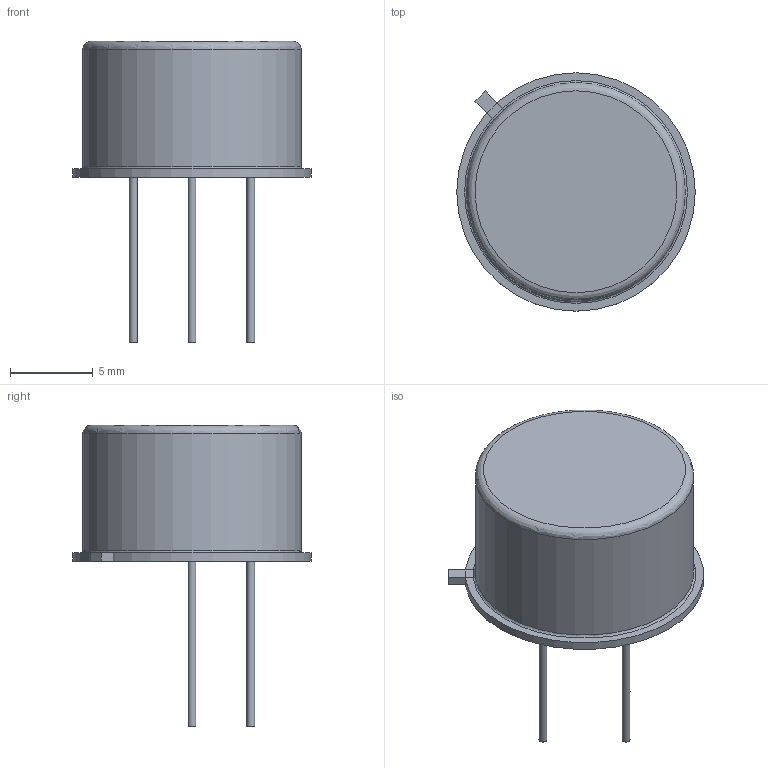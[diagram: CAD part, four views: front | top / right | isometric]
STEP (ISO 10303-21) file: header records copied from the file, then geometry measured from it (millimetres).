
FILE_DESCRIPTION(('FreeCAD Model'),'2;1');
FILE_NAME('TO-8_3Pin.stp','2016-11-18T23:16:37',('Author'),(''), 'Open CASCADE STEP processor 6.8','FreeCAD','Unknown');
FILE_SCHEMA(('AUTOMOTIVE_DESIGN_CC2 { 1 2 10303 214 -1 1 5 4 }'));
Length unit declared in the file: millimetre
Products named in the file (6): ASSEMBLY; Pad; Pad003; Revolution; Sketch003; Sketch
Assembly tree (5 placements, depth 2):
  ASSEMBLY
    Pad
    Pad003
    Revolution
    Sketch003
    Sketch
Bounding box: 14.4 x 14.4 x 18.2 mm (x, y, z)
Volume: 1142.1 mm3; surface area: 725.8 mm2
Topology: 5 solids, 5 shells, 22 faces, 42 edges, 39 vertices
Faces by surface type: plane 15, cylinder 5, revolution 2
Full cylindrical faces by diameter (mm): 0.48 x3, 13.2 x1, 14.4 x1
Entity records: 1169 total; most frequent: CARTESIAN_POINT 212, DIRECTION 175, LINE 75, VECTOR 75, ORIENTED_EDGE 62, PCURVE 62, DEFINITIONAL_REPRESENTATION 62, AXIS2_PLACEMENT_3D 47
